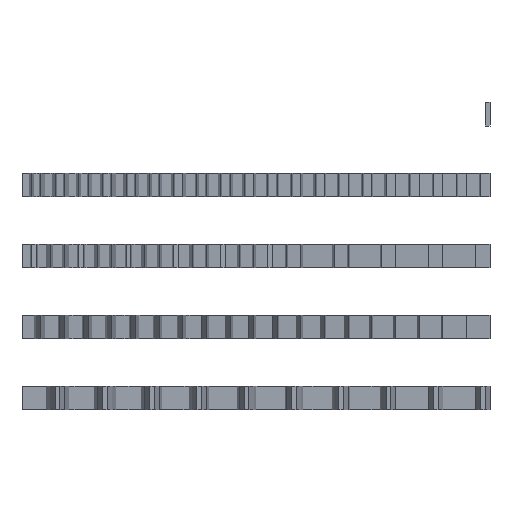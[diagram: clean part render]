
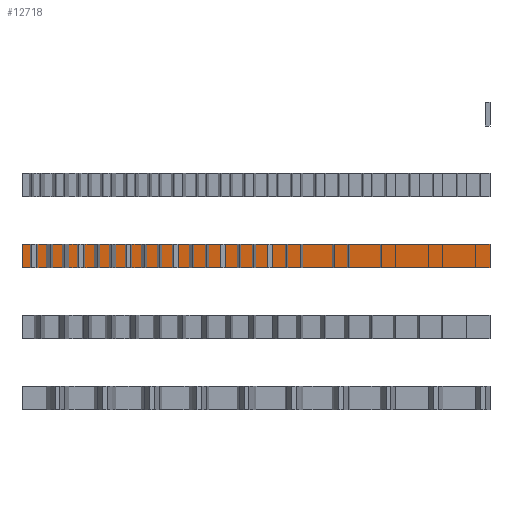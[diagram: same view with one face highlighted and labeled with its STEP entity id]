
A CAD part, front view. The second image highlights one B-rep face of the part: STEP entity #12718.
In plain terms, the highlighted planar face has unit normal (-0.096, -0.995, 0).
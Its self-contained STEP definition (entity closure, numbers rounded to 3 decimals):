
#6603 = EDGE_CURVE('',#6604,#6606,#6608,.T.);
#6604 = VERTEX_POINT('',#6605);
#6605 = CARTESIAN_POINT('',(0.,0.,-7.5));
#6606 = VERTEX_POINT('',#6607);
#6607 = CARTESIAN_POINT('',(0.,0.,-2.5));
#6608 = SURFACE_CURVE('',#6609,(#6613,#6625),.PCURVE_S1.);
#6609 = LINE('',#6610,#6611);
#6610 = CARTESIAN_POINT('',(0.,0.,-7.5));
#6611 = VECTOR('',#6612,1.);
#6612 = DIRECTION('',(0.,0.,1.));
#6613 = PCURVE('',#6614,#6619);
#6614 = PLANE('',#6615);
#6615 = AXIS2_PLACEMENT_3D('',#6616,#6617,#6618);
#6616 = CARTESIAN_POINT('',(0.,0.,-7.5));
#6617 = DIRECTION('',(-0.995,0.105,0.));
#6618 = DIRECTION('',(0.105,0.995,0.));
#6619 = DEFINITIONAL_REPRESENTATION('',(#6620),#6624);
#6620 = LINE('',#6621,#6622);
#6621 = CARTESIAN_POINT('',(0.,0.));
#6622 = VECTOR('',#6623,1.);
#6623 = DIRECTION('',(0.,-1.));
#6624 = ( GEOMETRIC_REPRESENTATION_CONTEXT(2) 
PARAMETRIC_REPRESENTATION_CONTEXT() REPRESENTATION_CONTEXT('2D SPACE',''
  ) );
#6625 = PCURVE('',#6626,#6631);
#6626 = PLANE('',#6627);
#6627 = AXIS2_PLACEMENT_3D('',#6628,#6629,#6630);
#6628 = CARTESIAN_POINT('',(99.,-9.511,-7.5));
#6629 = DIRECTION('',(-0.096,-0.995,0.));
#6630 = DIRECTION('',(-0.995,0.096,0.));
#6631 = DEFINITIONAL_REPRESENTATION('',(#6632),#6636);
#6632 = LINE('',#6633,#6634);
#6633 = CARTESIAN_POINT('',(99.456,0.));
#6634 = VECTOR('',#6635,1.);
#6635 = DIRECTION('',(0.,-1.));
#6636 = ( GEOMETRIC_REPRESENTATION_CONTEXT(2) 
PARAMETRIC_REPRESENTATION_CONTEXT() REPRESENTATION_CONTEXT('2D SPACE',''
  ) );
#6654 = PLANE('',#6655);
#6655 = AXIS2_PLACEMENT_3D('',#6656,#6657,#6658);
#6656 = CARTESIAN_POINT('',(49.528,-0.385,-2.5));
#6657 = DIRECTION('',(-0.,-0.,-1.));
#6658 = DIRECTION('',(-1.,0.,0.));
#6708 = PLANE('',#6709);
#6709 = AXIS2_PLACEMENT_3D('',#6710,#6711,#6712);
#6710 = CARTESIAN_POINT('',(49.528,-0.385,-7.5));
#6711 = DIRECTION('',(-0.,-0.,-1.));
#6712 = DIRECTION('',(-1.,0.,0.));
#12615 = PLANE('',#12616);
#12616 = AXIS2_PLACEMENT_3D('',#12617,#12618,#12619);
#12617 = CARTESIAN_POINT('',(98.,5.878,-7.5));
#12618 = DIRECTION('',(0.998,0.065,-0.));
#12619 = DIRECTION('',(0.065,-0.998,0.));
#12653 = VERTEX_POINT('',#12654);
#12654 = CARTESIAN_POINT('',(99.,-9.511,-2.5));
#12675 = EDGE_CURVE('',#12676,#12653,#12678,.T.);
#12676 = VERTEX_POINT('',#12677);
#12677 = CARTESIAN_POINT('',(99.,-9.511,-7.5));
#12678 = SURFACE_CURVE('',#12679,(#12683,#12690),.PCURVE_S1.);
#12679 = LINE('',#12680,#12681);
#12680 = CARTESIAN_POINT('',(99.,-9.511,-7.5));
#12681 = VECTOR('',#12682,1.);
#12682 = DIRECTION('',(0.,0.,1.));
#12683 = PCURVE('',#12615,#12684);
#12684 = DEFINITIONAL_REPRESENTATION('',(#12685),#12689);
#12685 = LINE('',#12686,#12687);
#12686 = CARTESIAN_POINT('',(15.421,0.));
#12687 = VECTOR('',#12688,1.);
#12688 = DIRECTION('',(0.,-1.));
#12689 = ( GEOMETRIC_REPRESENTATION_CONTEXT(2) 
PARAMETRIC_REPRESENTATION_CONTEXT() REPRESENTATION_CONTEXT('2D SPACE',''
  ) );
#12690 = PCURVE('',#6626,#12691);
#12691 = DEFINITIONAL_REPRESENTATION('',(#12692),#12696);
#12692 = LINE('',#12693,#12694);
#12693 = CARTESIAN_POINT('',(0.,0.));
#12694 = VECTOR('',#12695,1.);
#12695 = DIRECTION('',(0.,-1.));
#12696 = ( GEOMETRIC_REPRESENTATION_CONTEXT(2) 
PARAMETRIC_REPRESENTATION_CONTEXT() REPRESENTATION_CONTEXT('2D SPACE',''
  ) );
#12718 = ADVANCED_FACE('',(#12719),#6626,.T.);
#12719 = FACE_BOUND('',#12720,.T.);
#12720 = EDGE_LOOP('',(#12721,#12722,#12743,#12744));
#12721 = ORIENTED_EDGE('',*,*,#12675,.T.);
#12722 = ORIENTED_EDGE('',*,*,#12723,.T.);
#12723 = EDGE_CURVE('',#12653,#6606,#12724,.T.);
#12724 = SURFACE_CURVE('',#12725,(#12729,#12736),.PCURVE_S1.);
#12725 = LINE('',#12726,#12727);
#12726 = CARTESIAN_POINT('',(99.,-9.511,-2.5));
#12727 = VECTOR('',#12728,1.);
#12728 = DIRECTION('',(-0.995,0.096,0.));
#12729 = PCURVE('',#6626,#12730);
#12730 = DEFINITIONAL_REPRESENTATION('',(#12731),#12735);
#12731 = LINE('',#12732,#12733);
#12732 = CARTESIAN_POINT('',(0.,-5.));
#12733 = VECTOR('',#12734,1.);
#12734 = DIRECTION('',(1.,0.));
#12735 = ( GEOMETRIC_REPRESENTATION_CONTEXT(2) 
PARAMETRIC_REPRESENTATION_CONTEXT() REPRESENTATION_CONTEXT('2D SPACE',''
  ) );
#12736 = PCURVE('',#6654,#12737);
#12737 = DEFINITIONAL_REPRESENTATION('',(#12738),#12742);
#12738 = LINE('',#12739,#12740);
#12739 = CARTESIAN_POINT('',(-49.472,-9.125));
#12740 = VECTOR('',#12741,1.);
#12741 = DIRECTION('',(0.995,0.096));
#12742 = ( GEOMETRIC_REPRESENTATION_CONTEXT(2) 
PARAMETRIC_REPRESENTATION_CONTEXT() REPRESENTATION_CONTEXT('2D SPACE',''
  ) );
#12743 = ORIENTED_EDGE('',*,*,#6603,.F.);
#12744 = ORIENTED_EDGE('',*,*,#12745,.F.);
#12745 = EDGE_CURVE('',#12676,#6604,#12746,.T.);
#12746 = SURFACE_CURVE('',#12747,(#12751,#12758),.PCURVE_S1.);
#12747 = LINE('',#12748,#12749);
#12748 = CARTESIAN_POINT('',(99.,-9.511,-7.5));
#12749 = VECTOR('',#12750,1.);
#12750 = DIRECTION('',(-0.995,0.096,0.));
#12751 = PCURVE('',#6626,#12752);
#12752 = DEFINITIONAL_REPRESENTATION('',(#12753),#12757);
#12753 = LINE('',#12754,#12755);
#12754 = CARTESIAN_POINT('',(0.,0.));
#12755 = VECTOR('',#12756,1.);
#12756 = DIRECTION('',(1.,0.));
#12757 = ( GEOMETRIC_REPRESENTATION_CONTEXT(2) 
PARAMETRIC_REPRESENTATION_CONTEXT() REPRESENTATION_CONTEXT('2D SPACE',''
  ) );
#12758 = PCURVE('',#6708,#12759);
#12759 = DEFINITIONAL_REPRESENTATION('',(#12760),#12764);
#12760 = LINE('',#12761,#12762);
#12761 = CARTESIAN_POINT('',(-49.472,-9.125));
#12762 = VECTOR('',#12763,1.);
#12763 = DIRECTION('',(0.995,0.096));
#12764 = ( GEOMETRIC_REPRESENTATION_CONTEXT(2) 
PARAMETRIC_REPRESENTATION_CONTEXT() REPRESENTATION_CONTEXT('2D SPACE',''
  ) );
